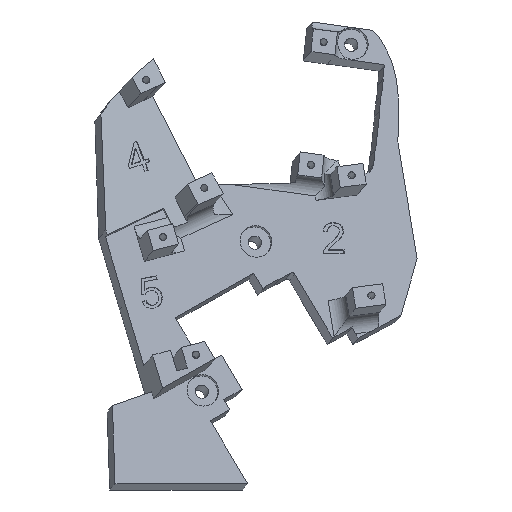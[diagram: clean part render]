
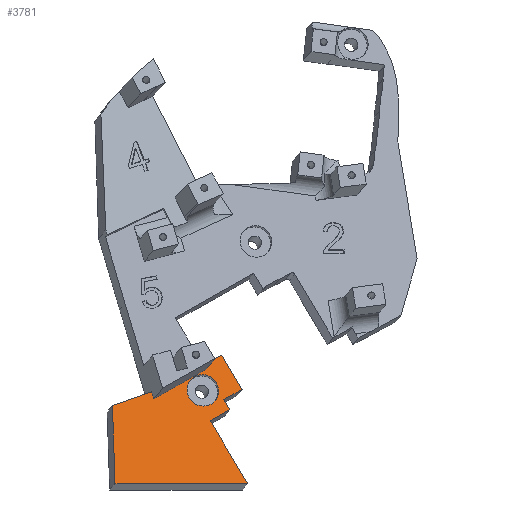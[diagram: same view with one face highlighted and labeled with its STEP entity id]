
A CAD part, front view. The second image highlights one B-rep face of the part: STEP entity #3781.
In plain terms, the highlighted planar face has unit normal (0.159, -0.968, 0.195).
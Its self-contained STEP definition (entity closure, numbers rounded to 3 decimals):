
#71=FACE_BOUND('',#670,.T.);
#261=PLANE('',#4032);
#453=FACE_OUTER_BOUND('',#669,.T.);
#669=EDGE_LOOP('',(#3223,#3224,#3225,#3226,#3227,#3228,#3229,#3230,#3231,
#3232,#3233,#3234));
#670=EDGE_LOOP('',(#3235));
#1015=LINE('',#6548,#1410);
#1019=LINE('',#6555,#1414);
#1020=LINE('',#6557,#1415);
#1021=LINE('',#6559,#1416);
#1022=LINE('',#6561,#1417);
#1023=LINE('',#6563,#1418);
#1024=LINE('',#6565,#1419);
#1025=LINE('',#6567,#1420);
#1026=LINE('',#6569,#1421);
#1027=LINE('',#6571,#1422);
#1028=LINE('',#6573,#1423);
#1029=LINE('',#6574,#1424);
#1410=VECTOR('',#4692,10.);
#1414=VECTOR('',#4700,10.);
#1415=VECTOR('',#4701,10.);
#1416=VECTOR('',#4702,10.);
#1417=VECTOR('',#4703,10.);
#1418=VECTOR('',#4704,10.);
#1419=VECTOR('',#4705,10.);
#1420=VECTOR('',#4706,10.);
#1421=VECTOR('',#4707,10.);
#1422=VECTOR('',#4708,10.);
#1423=VECTOR('',#4709,10.);
#1424=VECTOR('',#4710,10.);
#1575=CIRCLE('',#4002,3.55);
#1857=VERTEX_POINT('',#6467);
#1879=VERTEX_POINT('',#6545);
#1880=VERTEX_POINT('',#6547);
#1881=VERTEX_POINT('',#6554);
#1882=VERTEX_POINT('',#6556);
#1883=VERTEX_POINT('',#6558);
#1884=VERTEX_POINT('',#6560);
#1885=VERTEX_POINT('',#6562);
#1886=VERTEX_POINT('',#6564);
#1887=VERTEX_POINT('',#6566);
#1888=VERTEX_POINT('',#6568);
#1889=VERTEX_POINT('',#6570);
#1890=VERTEX_POINT('',#6572);
#2326=EDGE_CURVE('',#1857,#1857,#1575,.T.);
#2364=EDGE_CURVE('',#1880,#1879,#1015,.T.);
#2368=EDGE_CURVE('',#1881,#1880,#1019,.T.);
#2369=EDGE_CURVE('',#1879,#1882,#1020,.T.);
#2370=EDGE_CURVE('',#1882,#1883,#1021,.F.);
#2371=EDGE_CURVE('',#1883,#1884,#1022,.F.);
#2372=EDGE_CURVE('',#1884,#1885,#1023,.F.);
#2373=EDGE_CURVE('',#1885,#1886,#1024,.F.);
#2374=EDGE_CURVE('',#1886,#1887,#1025,.F.);
#2375=EDGE_CURVE('',#1887,#1888,#1026,.F.);
#2376=EDGE_CURVE('',#1888,#1889,#1027,.F.);
#2377=EDGE_CURVE('',#1889,#1890,#1028,.F.);
#2378=EDGE_CURVE('',#1890,#1881,#1029,.F.);
#3223=ORIENTED_EDGE('',*,*,#2368,.T.);
#3224=ORIENTED_EDGE('',*,*,#2364,.T.);
#3225=ORIENTED_EDGE('',*,*,#2369,.T.);
#3226=ORIENTED_EDGE('',*,*,#2370,.T.);
#3227=ORIENTED_EDGE('',*,*,#2371,.T.);
#3228=ORIENTED_EDGE('',*,*,#2372,.T.);
#3229=ORIENTED_EDGE('',*,*,#2373,.T.);
#3230=ORIENTED_EDGE('',*,*,#2374,.T.);
#3231=ORIENTED_EDGE('',*,*,#2375,.T.);
#3232=ORIENTED_EDGE('',*,*,#2376,.T.);
#3233=ORIENTED_EDGE('',*,*,#2377,.T.);
#3234=ORIENTED_EDGE('',*,*,#2378,.T.);
#3235=ORIENTED_EDGE('',*,*,#2326,.T.);
#3781=ADVANCED_FACE('',(#453,#71),#261,.F.);
#4002=AXIS2_PLACEMENT_3D('',#6468,#4606,#4607);
#4032=AXIS2_PLACEMENT_3D('',#6553,#4698,#4699);
#4606=DIRECTION('center_axis',(-0.159,0.968,-0.195));
#4607=DIRECTION('ref_axis',(0.987,0.163,0.));
#4692=DIRECTION('',(-0.846,-0.236,-0.478));
#4698=DIRECTION('center_axis',(-0.159,0.968,-0.195));
#4699=DIRECTION('ref_axis',(0.,0.197,0.98));
#4700=DIRECTION('',(0.509,-0.089,-0.856));
#4701=DIRECTION('',(-0.285,0.144,0.948));
#4702=DIRECTION('',(0.919,0.218,0.328));
#4703=DIRECTION('',(-0.032,0.192,0.981));
#4704=DIRECTION('',(-0.987,-0.163,0.));
#4705=DIRECTION('',(0.509,-0.089,-0.856));
#4706=DIRECTION('',(-0.846,-0.236,-0.478));
#4707=DIRECTION('',(0.509,-0.089,-0.856));
#4708=DIRECTION('',(-0.846,-0.236,-0.478));
#4709=DIRECTION('',(0.509,-0.089,-0.856));
#4710=DIRECTION('',(0.846,0.236,0.478));
#6467=CARTESIAN_POINT('',(-13.573,-1.153,86.759));
#6468=CARTESIAN_POINT('Origin',(-10.07,-0.576,86.759));
#6545=CARTESIAN_POINT('',(-20.933,-2.75,84.853));
#6547=CARTESIAN_POINT('',(-9.388,0.467,91.376));
#6548=CARTESIAN_POINT('',(-5.114,1.657,93.791));
#6553=CARTESIAN_POINT('Origin',(2.172,7.553,117.098));
#6554=CARTESIAN_POINT('',(-9.934,0.562,92.296));
#6555=CARTESIAN_POINT('',(-13.655,1.211,98.561));
#6556=CARTESIAN_POINT('',(-21.42,-2.505,86.468));
#6557=CARTESIAN_POINT('',(-25.672,-0.362,100.578));
#6558=CARTESIAN_POINT('',(-30.085,-4.556,83.371));
#6559=CARTESIAN_POINT('',(-5.826,1.187,92.04));
#6560=CARTESIAN_POINT('',(-29.528,-7.938,66.13));
#6561=CARTESIAN_POINT('',(-30.63,-1.248,100.235));
#6562=CARTESIAN_POINT('',(-0.159,-3.099,66.13));
#6563=CARTESIAN_POINT('',(-12.855,-5.191,66.13));
#6564=CARTESIAN_POINT('',(-8.425,-1.657,80.049));
#6565=CARTESIAN_POINT('',(-11.198,-1.173,84.719));
#6566=CARTESIAN_POINT('',(-4.109,-0.454,82.488));
#6567=CARTESIAN_POINT('',(3.779,1.743,86.945));
#6568=CARTESIAN_POINT('',(-5.432,-0.224,84.714));
#6569=CARTESIAN_POINT('',(-11.015,0.751,94.117));
#6570=CARTESIAN_POINT('',(-1.37,0.908,87.009));
#6571=CARTESIAN_POINT('',(4.615,2.575,90.39));
#6572=CARTESIAN_POINT('',(-5.872,1.693,94.59));
#6573=CARTESIAN_POINT('',(-7.615,1.997,97.525));
#6574=CARTESIAN_POINT('',(2.143,3.926,99.119));
